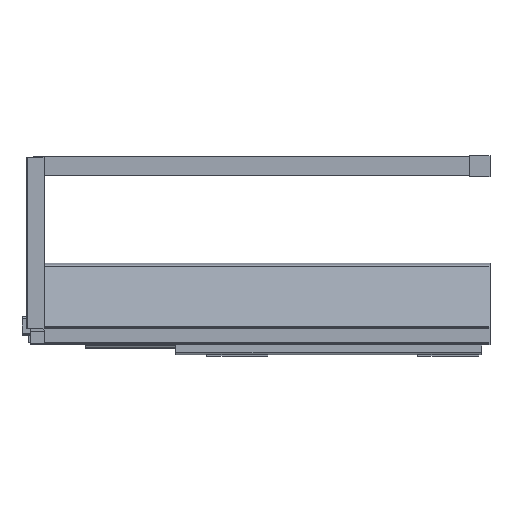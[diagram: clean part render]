
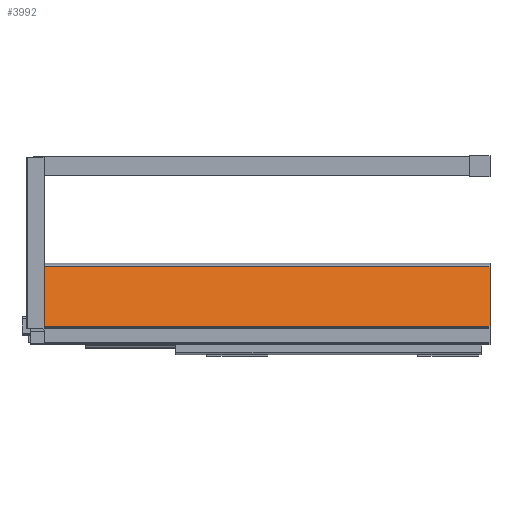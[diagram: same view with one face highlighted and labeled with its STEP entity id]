
A CAD part, top view. The second image highlights one B-rep face of the part: STEP entity #3992.
In plain terms, the highlighted planar face has unit normal (0, 0.208, 0.978).
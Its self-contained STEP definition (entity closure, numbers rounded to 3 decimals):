
#231 = CARTESIAN_POINT ( 'NONE',  ( -475.5, 80.422, 21.003 ) ) ;
#469 = ORIENTED_EDGE ( 'NONE', *, *, #7598, .T. ) ;
#1243 = FACE_OUTER_BOUND ( 'NONE', #4964, .T. ) ;
#1269 = EDGE_CURVE ( 'NONE', #7597, #6616, #5235, .T. ) ;
#1766 = LINE ( 'NONE', #7294, #4567 ) ;
#1956 = DIRECTION ( 'NONE',  ( 1., 0., 0. ) ) ;
#2225 = DIRECTION ( 'NONE',  ( 0., 0.208, 0.978 ) ) ;
#3316 = CARTESIAN_POINT ( 'NONE',  ( -475.5, 17.084, 34.466 ) ) ;
#3536 = AXIS2_PLACEMENT_3D ( 'NONE', #5140, #2225, #12132 ) ;
#3760 = DIRECTION ( 'NONE',  ( 0., -0.978, 0.208 ) ) ;
#3892 = CARTESIAN_POINT ( 'NONE',  ( 0., 17.084, 34.466 ) ) ;
#3992 = ADVANCED_FACE ( 'NONE', ( #1243 ), #9217, .T. ) ;
#4567 = VECTOR ( 'NONE', #3760, 1000. ) ;
#4763 = VECTOR ( 'NONE', #10265, 1000. ) ;
#4859 = DIRECTION ( 'NONE',  ( 0., -0.978, 0.208 ) ) ;
#4964 = EDGE_LOOP ( 'NONE', ( #5366, #11085, #469, #9681 ) ) ;
#5140 = CARTESIAN_POINT ( 'NONE',  ( -492., 80.422, 21.003 ) ) ;
#5235 = LINE ( 'NONE', #231, #9968 ) ;
#5339 = EDGE_CURVE ( 'NONE', #12066, #6528, #1766, .T. ) ;
#5366 = ORIENTED_EDGE ( 'NONE', *, *, #5369, .F. ) ;
#5369 = EDGE_CURVE ( 'NONE', #7597, #12066, #12287, .T. ) ;
#5536 = CARTESIAN_POINT ( 'NONE',  ( 0., 80.422, 21.003 ) ) ;
#6245 = CARTESIAN_POINT ( 'NONE',  ( 0., 17.084, 34.466 ) ) ;
#6283 = LINE ( 'NONE', #3892, #10904 ) ;
#6333 = CARTESIAN_POINT ( 'NONE',  ( -492., 80.422, 21.003 ) ) ;
#6528 = VERTEX_POINT ( 'NONE', #6245 ) ;
#6616 = VERTEX_POINT ( 'NONE', #3316 ) ;
#7294 = CARTESIAN_POINT ( 'NONE',  ( 0., 80.422, 21.003 ) ) ;
#7597 = VERTEX_POINT ( 'NONE', #10959 ) ;
#7598 = EDGE_CURVE ( 'NONE', #6616, #6528, #6283, .T. ) ;
#9217 = PLANE ( 'NONE',  #3536 ) ;
#9681 = ORIENTED_EDGE ( 'NONE', *, *, #5339, .F. ) ;
#9968 = VECTOR ( 'NONE', #4859, 1000. ) ;
#10265 = DIRECTION ( 'NONE',  ( 1., 0., 0. ) ) ;
#10904 = VECTOR ( 'NONE', #1956, 1000. ) ;
#10959 = CARTESIAN_POINT ( 'NONE',  ( -475.5, 80.422, 21.003 ) ) ;
#11085 = ORIENTED_EDGE ( 'NONE', *, *, #1269, .T. ) ;
#12066 = VERTEX_POINT ( 'NONE', #5536 ) ;
#12132 = DIRECTION ( 'NONE',  ( 0., -0.978, 0.208 ) ) ;
#12287 = LINE ( 'NONE', #6333, #4763 ) ;
